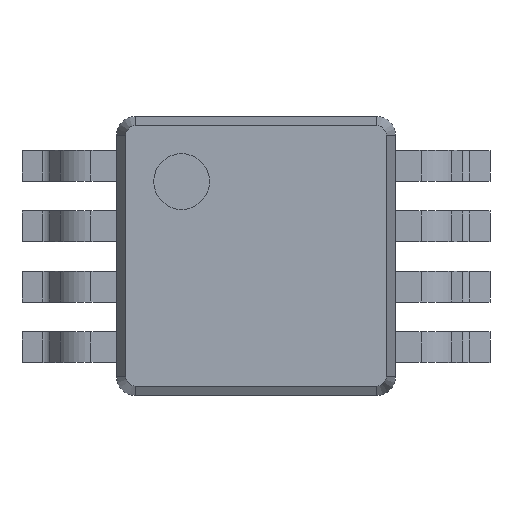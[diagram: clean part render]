
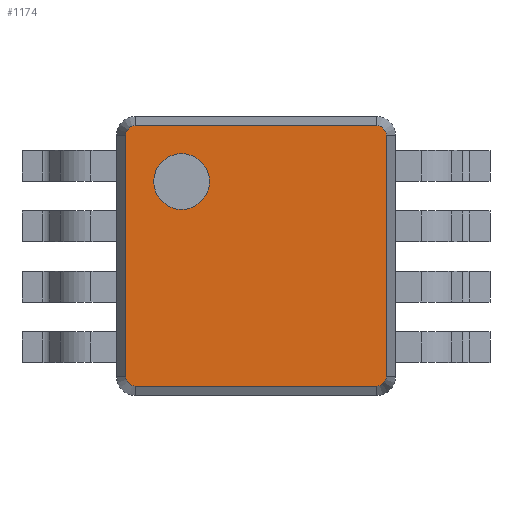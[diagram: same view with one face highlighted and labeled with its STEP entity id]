
A CAD part, top view. The second image highlights one B-rep face of the part: STEP entity #1174.
In plain terms, the highlighted planar face has unit normal (0, 0, 1).
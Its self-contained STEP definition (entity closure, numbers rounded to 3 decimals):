
#62=FACE_BOUND('',#236,.T.);
#169=FACE_OUTER_BOUND('',#235,.T.);
#235=EDGE_LOOP('',(#1056,#1057,#1058,#1059,#1060,#1061,#1062,#1063));
#236=EDGE_LOOP('',(#1064));
#262=CIRCLE('',#1293,0.3);
#274=CIRCLE('',#1321,0.1);
#276=CIRCLE('',#1325,0.1);
#278=CIRCLE('',#1329,0.1);
#279=CIRCLE('',#1332,0.1);
#377=LINE('',#1991,#490);
#381=LINE('',#2003,#494);
#385=LINE('',#2014,#498);
#389=LINE('',#2023,#502);
#490=VECTOR('',#1636,10.);
#494=VECTOR('',#1648,10.);
#498=VECTOR('',#1660,10.);
#502=VECTOR('',#1670,10.);
#570=VERTEX_POINT('',#1914);
#593=VERTEX_POINT('',#1988);
#594=VERTEX_POINT('',#1990);
#596=VERTEX_POINT('',#1995);
#598=VERTEX_POINT('',#2001);
#600=VERTEX_POINT('',#2007);
#601=VERTEX_POINT('',#2012);
#602=VERTEX_POINT('',#2017);
#603=VERTEX_POINT('',#2021);
#700=EDGE_CURVE('',#570,#570,#262,.T.);
#737=EDGE_CURVE('',#593,#594,#377,.T.);
#740=EDGE_CURVE('',#596,#593,#274,.T.);
#743=EDGE_CURVE('',#598,#596,#381,.T.);
#746=EDGE_CURVE('',#600,#598,#276,.T.);
#749=EDGE_CURVE('',#601,#600,#385,.T.);
#752=EDGE_CURVE('',#602,#601,#278,.T.);
#754=EDGE_CURVE('',#603,#602,#389,.T.);
#755=EDGE_CURVE('',#594,#603,#279,.T.);
#1056=ORIENTED_EDGE('',*,*,#737,.F.);
#1057=ORIENTED_EDGE('',*,*,#740,.F.);
#1058=ORIENTED_EDGE('',*,*,#743,.F.);
#1059=ORIENTED_EDGE('',*,*,#746,.F.);
#1060=ORIENTED_EDGE('',*,*,#749,.F.);
#1061=ORIENTED_EDGE('',*,*,#752,.F.);
#1062=ORIENTED_EDGE('',*,*,#754,.F.);
#1063=ORIENTED_EDGE('',*,*,#755,.F.);
#1064=ORIENTED_EDGE('',*,*,#700,.T.);
#1108=PLANE('',#1336);
#1174=ADVANCED_FACE('',(#169,#62),#1108,.T.);
#1293=AXIS2_PLACEMENT_3D('',#1915,#1557,#1558);
#1321=AXIS2_PLACEMENT_3D('',#1997,#1641,#1642);
#1325=AXIS2_PLACEMENT_3D('',#2009,#1653,#1654);
#1329=AXIS2_PLACEMENT_3D('',#2019,#1665,#1666);
#1332=AXIS2_PLACEMENT_3D('',#2025,#1673,#1674);
#1336=AXIS2_PLACEMENT_3D('',#2032,#1684,#1685);
#1557=DIRECTION('center_axis',(0.,0.,-1.));
#1558=DIRECTION('ref_axis',(-1.,0.,0.));
#1636=DIRECTION('',(0.,-1.,0.));
#1641=DIRECTION('center_axis',(0.,0.,-1.));
#1642=DIRECTION('ref_axis',(1.,0.,0.));
#1648=DIRECTION('',(1.,0.,0.));
#1653=DIRECTION('center_axis',(0.,0.,-1.));
#1654=DIRECTION('ref_axis',(0.,1.,0.));
#1660=DIRECTION('',(0.,1.,0.));
#1665=DIRECTION('center_axis',(0.,0.,-1.));
#1666=DIRECTION('ref_axis',(-1.,0.,0.));
#1670=DIRECTION('',(-1.,0.,0.));
#1673=DIRECTION('center_axis',(0.,0.,-1.));
#1674=DIRECTION('ref_axis',(0.,-1.,0.));
#1684=DIRECTION('center_axis',(0.,0.,1.));
#1685=DIRECTION('ref_axis',(1.,0.,0.));
#1914=CARTESIAN_POINT('',(-0.5,0.8,1.));
#1915=CARTESIAN_POINT('Origin',(-0.8,0.8,1.));
#1988=CARTESIAN_POINT('',(1.4,1.3,1.));
#1990=CARTESIAN_POINT('',(1.4,-1.3,1.));
#1991=CARTESIAN_POINT('',(1.4,-0.65,1.));
#1995=CARTESIAN_POINT('',(1.3,1.4,1.));
#1997=CARTESIAN_POINT('Origin',(1.3,1.3,1.));
#2001=CARTESIAN_POINT('',(-1.3,1.4,1.));
#2003=CARTESIAN_POINT('',(0.65,1.4,1.));
#2007=CARTESIAN_POINT('',(-1.4,1.3,1.));
#2009=CARTESIAN_POINT('Origin',(-1.3,1.3,1.));
#2012=CARTESIAN_POINT('',(-1.4,-1.3,1.));
#2014=CARTESIAN_POINT('',(-1.4,0.65,1.));
#2017=CARTESIAN_POINT('',(-1.3,-1.4,1.));
#2019=CARTESIAN_POINT('Origin',(-1.3,-1.3,1.));
#2021=CARTESIAN_POINT('',(1.3,-1.4,1.));
#2023=CARTESIAN_POINT('',(-0.65,-1.4,1.));
#2025=CARTESIAN_POINT('Origin',(1.3,-1.3,1.));
#2032=CARTESIAN_POINT('Origin',(0.,0.,1.));
